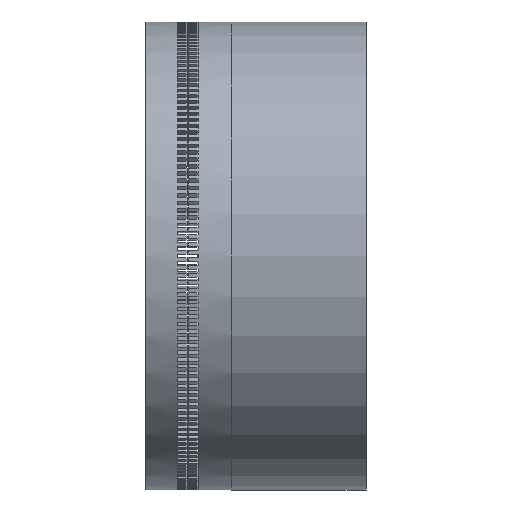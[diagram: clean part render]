
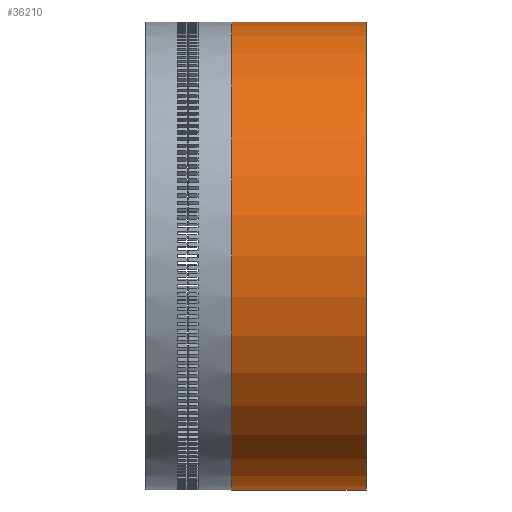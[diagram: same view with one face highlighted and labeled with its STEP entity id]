
A CAD part, front view. The second image highlights one B-rep face of the part: STEP entity #36210.
In plain terms, the highlighted cylindrical face has radius 60.706 mm (diameter 121.412 mm), a partial arc.
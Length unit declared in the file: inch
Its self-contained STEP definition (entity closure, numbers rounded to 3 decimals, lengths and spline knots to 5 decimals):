
#2015 = AXIS2_PLACEMENT_3D ( 'NONE', #27654, #27188, #27039 ) ;
#2600 = LINE ( 'NONE', #19470, #58227 ) ;
#5537 = ORIENTED_EDGE ( 'NONE', *, *, #15630, .T. ) ;
#8122 = AXIS2_PLACEMENT_3D ( 'NONE', #29447, #28715, #28702 ) ;
#13588 = VECTOR ( 'NONE', #27957, 39.37008 ) ;
#13694 = CARTESIAN_POINT ( 'NONE',  ( 0., 0., -2.39 ) ) ;
#15016 = EDGE_CURVE ( 'NONE', #61740, #15214, #58152, .T. ) ;
#15214 = VERTEX_POINT ( 'NONE', #55111 ) ;
#15630 = EDGE_CURVE ( 'NONE', #33886, #39151, #29817, .T. ) ;
#15639 = EDGE_CURVE ( 'NONE', #39151, #15214, #42290, .T. ) ;
#19470 = CARTESIAN_POINT ( 'NONE',  ( -0.18676, 0., -2.39 ) ) ;
#20999 = EDGE_LOOP ( 'NONE', ( #48597, #5537, #56055, #68727 ) ) ;
#27039 = DIRECTION ( 'NONE',  ( 0., 0., 1. ) ) ;
#27188 = DIRECTION ( 'NONE',  ( -1., 0., 0. ) ) ;
#27654 = CARTESIAN_POINT ( 'NONE',  ( 1.372, 0., 0. ) ) ;
#27957 = DIRECTION ( 'NONE',  ( -1., 0., 0. ) ) ;
#28409 = CARTESIAN_POINT ( 'NONE',  ( -0.18676, 0., 2.39 ) ) ;
#28702 = DIRECTION ( 'NONE',  ( 0., 0., 1. ) ) ;
#28715 = DIRECTION ( 'NONE',  ( -1., 0., 0. ) ) ;
#29447 = CARTESIAN_POINT ( 'NONE',  ( -0.18676, 0., 0. ) ) ;
#29817 = CIRCLE ( 'NONE', #2015, 2.39 ) ;
#31577 = CARTESIAN_POINT ( 'NONE',  ( 1.372, 0., -2.39 ) ) ;
#33886 = VERTEX_POINT ( 'NONE', #31577 ) ;
#35004 = CYLINDRICAL_SURFACE ( 'NONE', #8122, 2.39 ) ;
#36210 = ADVANCED_FACE ( 'NONE', ( #36673 ), #35004, .T. ) ;
#36673 = FACE_OUTER_BOUND ( 'NONE', #20999, .T. ) ;
#37358 = CARTESIAN_POINT ( 'NONE',  ( 1.372, 0., 2.39 ) ) ;
#39151 = VERTEX_POINT ( 'NONE', #37358 ) ;
#42290 = LINE ( 'NONE', #28409, #13588 ) ;
#43515 = AXIS2_PLACEMENT_3D ( 'NONE', #64998, #64766, #64680 ) ;
#48597 = ORIENTED_EDGE ( 'NONE', *, *, #56046, .F. ) ;
#55111 = CARTESIAN_POINT ( 'NONE',  ( 0., 0., 2.39 ) ) ;
#55750 = DIRECTION ( 'NONE',  ( -1., 0., 0. ) ) ;
#56046 = EDGE_CURVE ( 'NONE', #33886, #61740, #2600, .T. ) ;
#56055 = ORIENTED_EDGE ( 'NONE', *, *, #15639, .T. ) ;
#58152 = CIRCLE ( 'NONE', #43515, 2.39 ) ;
#58227 = VECTOR ( 'NONE', #55750, 39.37008 ) ;
#61740 = VERTEX_POINT ( 'NONE', #13694 ) ;
#64680 = DIRECTION ( 'NONE',  ( 0., 0., 1. ) ) ;
#64766 = DIRECTION ( 'NONE',  ( -1., 0., 0. ) ) ;
#64998 = CARTESIAN_POINT ( 'NONE',  ( 0., 0., 0. ) ) ;
#68727 = ORIENTED_EDGE ( 'NONE', *, *, #15016, .F. ) ;
